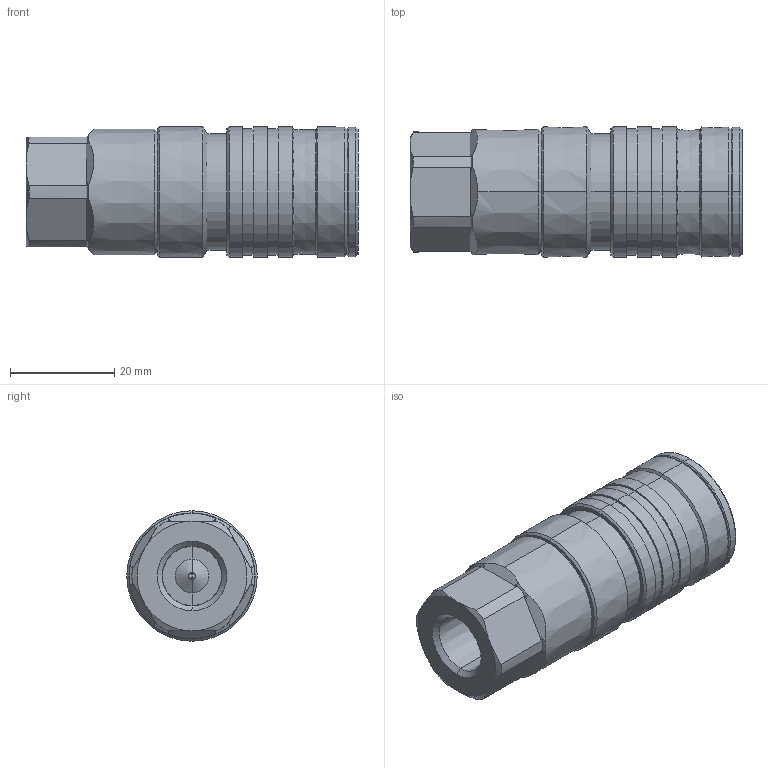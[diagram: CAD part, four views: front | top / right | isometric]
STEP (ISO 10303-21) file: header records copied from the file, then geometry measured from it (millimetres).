
FILE_DESCRIPTION (( 'STEP AP214' ), '1' );
FILE_NAME ('2510-QC.STEP', '2015-09-03T12:32:32', ( 'admin' ), ( 'Microsoft' ), 'SwSTEP 2.0', 'SolidWorks 2009', '' );
FILE_SCHEMA (( 'AUTOMOTIVE_DESIGN' ));
Length unit declared in the file: millimetre
Products named in the file (1): 2510-QC
Bounding box: 63.6 x 24.98 x 24.98 mm (x, y, z)
Volume: 22833.4 mm3; surface area: 8374.2 mm2
Topology: 1 solids, 1 shells, 153 faces, 338 edges, 192 vertices
Faces by surface type: cone 112, plane 21, cylinder 12, torus 8
Entity records: 4660 total; most frequent: CARTESIAN_POINT 888, DIRECTION 746, ORIENTED_EDGE 668, EDGE_CURVE 334, AXIS2_PLACEMENT_3D 314, VERTEX_POINT 192, EDGE_LOOP 162, CIRCLE 160
